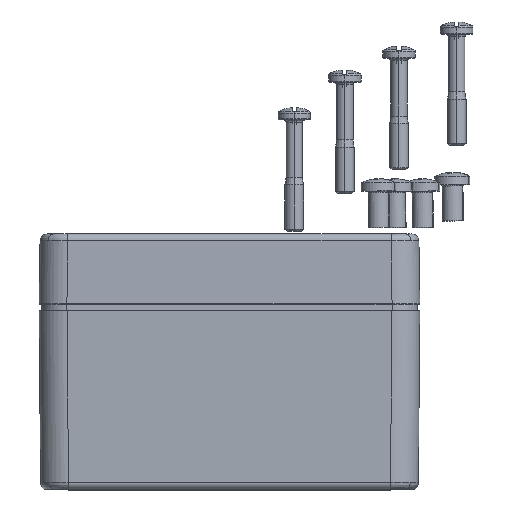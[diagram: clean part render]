
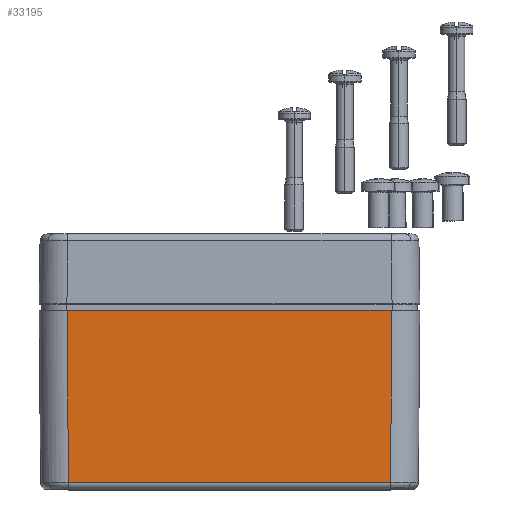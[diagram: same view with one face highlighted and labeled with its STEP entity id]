
A CAD part, top view. The second image highlights one B-rep face of the part: STEP entity #33195.
In plain terms, the highlighted planar face has unit normal (0, -0.008, 1).
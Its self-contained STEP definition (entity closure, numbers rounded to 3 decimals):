
#14731 = CARTESIAN_POINT ( 'NONE',  ( -34.665, -40.013, 39.665 ) ) ;
#19339 = CARTESIAN_POINT ( 'NONE',  ( -34.975, -3., 39.975 ) ) ;
#19371 = CARTESIAN_POINT ( 'NONE',  ( 34.975, -3., 39.975 ) ) ;
#19372 = DIRECTION ( 'NONE',  ( -1., 0., 0. ) ) ;
#19373 = VECTOR ( 'NONE', #19372, 1000. ) ;
#19374 = CARTESIAN_POINT ( 'NONE',  ( -41., -3., 39.975 ) ) ;
#19375 = LINE ( 'NONE', #19374, #19373 ) ;
#19908 = CARTESIAN_POINT ( 'NONE',  ( 34.665, -40.013, 39.665 ) ) ;
#19993 = DIRECTION ( 'NONE',  ( 1., 0., 0. ) ) ;
#19994 = VECTOR ( 'NONE', #19993, 1000. ) ;
#19995 = CARTESIAN_POINT ( 'NONE',  ( -41., -40.013, 39.665 ) ) ;
#19996 = LINE ( 'NONE', #19995, #19994 ) ;
#20017 = DIRECTION ( 'NONE',  ( 0.008, 1., 0.008 ) ) ;
#20018 = VECTOR ( 'NONE', #20017, 1000. ) ;
#20019 = CARTESIAN_POINT ( 'NONE',  ( 34.995, -0.637, 39.995 ) ) ;
#20020 = DIRECTION ( 'NONE',  ( 0., -1., -0.008 ) ) ;
#20021 = DIRECTION ( 'NONE',  ( 0., -0.008, 1. ) ) ;
#20022 = CARTESIAN_POINT ( 'NONE',  ( -41., 0., 40. ) ) ;
#20023 = LINE ( 'NONE', #20019, #20018 ) ;
#20024 = AXIS2_PLACEMENT_3D ( 'NONE', #20022, #20021, #20020 ) ;
#20025 = FACE_OUTER_BOUND ( 'NONE', #33198, .T. ) ;
#20031 = PLANE ( 'NONE',  #20024 ) ;
#20074 = DIRECTION ( 'NONE',  ( 0.008, -1., -0.008 ) ) ;
#20075 = VECTOR ( 'NONE', #20074, 1000. ) ;
#20076 = CARTESIAN_POINT ( 'NONE',  ( -35.001, 0.05, 40. ) ) ;
#20077 = LINE ( 'NONE', #20076, #20075 ) ;
#29720 = VERTEX_POINT ( 'NONE', #14731 ) ;
#32658 = VERTEX_POINT ( 'NONE', #19339 ) ;
#32668 = EDGE_CURVE ( 'NONE', #32670, #32658, #19375, .T. ) ;
#32670 = VERTEX_POINT ( 'NONE', #19371 ) ;
#33076 = VERTEX_POINT ( 'NONE', #19908 ) ;
#33154 = EDGE_CURVE ( 'NONE', #29720, #33076, #19996, .T. ) ;
#33195 = ADVANCED_FACE ( 'NONE', ( #20025 ), #20031, .T. ) ;
#33198 = EDGE_LOOP ( 'NONE', ( #33202, #33207, #33210, #33260 ) ) ;
#33202 = ORIENTED_EDGE ( 'NONE', *, *, #33206, .T. ) ;
#33206 = EDGE_CURVE ( 'NONE', #33076, #32670, #20023, .T. ) ;
#33207 = ORIENTED_EDGE ( 'NONE', *, *, #32668, .T. ) ;
#33210 = ORIENTED_EDGE ( 'NONE', *, *, #33212, .T. ) ;
#33212 = EDGE_CURVE ( 'NONE', #32658, #29720, #20077, .T. ) ;
#33260 = ORIENTED_EDGE ( 'NONE', *, *, #33154, .T. ) ;
